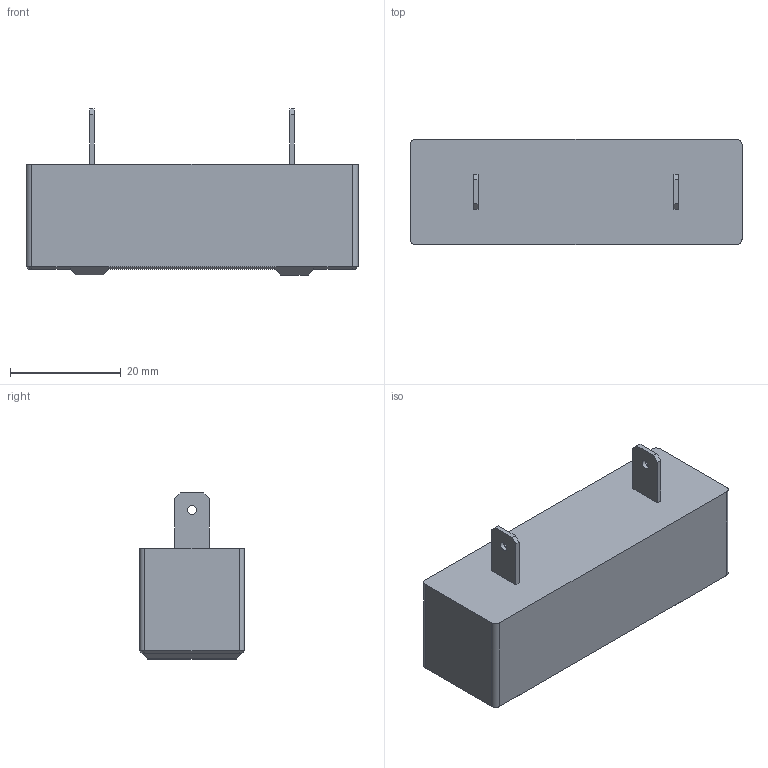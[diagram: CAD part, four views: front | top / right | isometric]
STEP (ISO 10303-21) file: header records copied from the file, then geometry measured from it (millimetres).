
FILE_DESCRIPTION(/* description */ (''),/* implementation_level */ '2;1');
FILE_NAME(/* name */ 'RQL_20W_resistor.stp',/* time_stamp */ '2020-12-05T12:24:35+09:00',/* author */ (''),/* organization */ (''),/* preprocessor_version */ 'ST-DEVELOPER v16',/* originating_system */ 'SIEMENS PLM Software NX 10.0',/* authorisation */ '');
FILE_SCHEMA (('AUTOMOTIVE_DESIGN { 1 0 10303 214 3 1 1 1 }'));
Length unit declared in the file: millimetre
Products named in the file (1): RQL_20W_resistor
Bounding box: 60 x 19 x 30 mm (x, y, z)
Volume: 21924.9 mm3; surface area: 5517.8 mm2
Topology: 1 solids, 1 shells, 50 faces, 123 edges, 77 vertices
Faces by surface type: plane 40, cylinder 6, cone 4
Full cylindrical faces by diameter (mm): 1.6 x2
Entity records: 1456 total; most frequent: CARTESIAN_POINT 247, ORIENTED_EDGE 240, DIRECTION 238, EDGE_CURVE 120, LINE 104, VECTOR 104, VERTEX_POINT 76, AXIS2_PLACEMENT_3D 67
